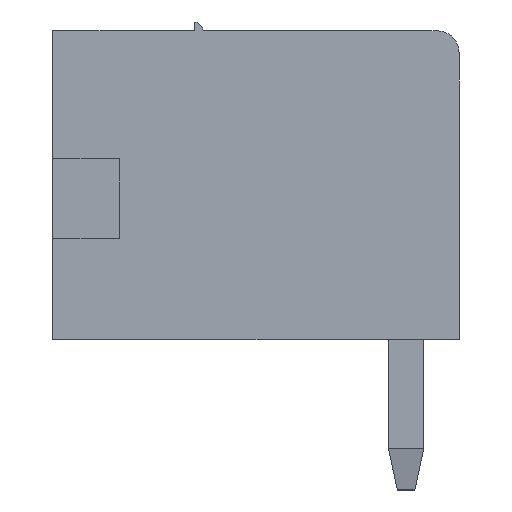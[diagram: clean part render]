
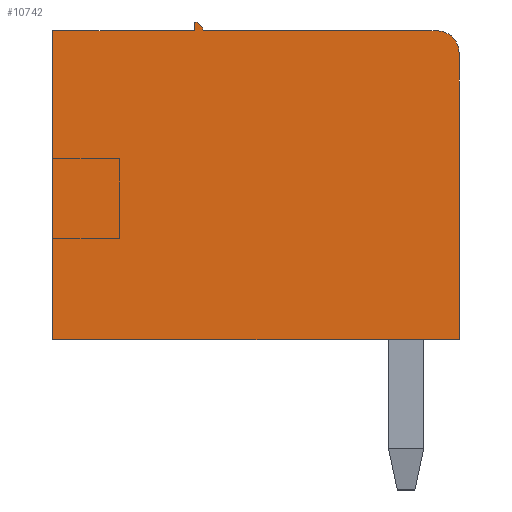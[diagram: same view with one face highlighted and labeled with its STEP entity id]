
A CAD part, left-side view. The second image highlights one B-rep face of the part: STEP entity #10742.
In plain terms, the highlighted planar face has unit normal (-1, 0, 0).
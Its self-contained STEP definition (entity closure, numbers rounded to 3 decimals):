
#97 = VECTOR ( 'NONE', #24313, 1000. ) ;
#1348 = CARTESIAN_POINT ( 'NONE',  ( 0., 9.2, 7. ) ) ;
#1825 = CARTESIAN_POINT ( 'NONE',  ( 0., 9.2, 7. ) ) ;
#2048 = CIRCLE ( 'NONE', #30445, 0.2 ) ;
#2187 = DIRECTION ( 'NONE',  ( -1., 0., 0. ) ) ;
#2288 = VERTEX_POINT ( 'NONE', #36742 ) ;
#2520 = ORIENTED_EDGE ( 'NONE', *, *, #28357, .F. ) ;
#3046 = EDGE_CURVE ( 'NONE', #19983, #20964, #6410, .T. ) ;
#3381 = CARTESIAN_POINT ( 'NONE',  ( 0., 9.2, 7. ) ) ;
#4309 = VECTOR ( 'NONE', #5364, 1000. ) ;
#4865 = EDGE_CURVE ( 'NONE', #32825, #19983, #40310, .T. ) ;
#5364 = DIRECTION ( 'NONE',  ( 0., 0., -1. ) ) ;
#5703 = CARTESIAN_POINT ( 'NONE',  ( 0., 9.2, 7. ) ) ;
#5882 = DIRECTION ( 'NONE',  ( 0., 0., -1. ) ) ;
#6410 = CIRCLE ( 'NONE', #44917, 0.5 ) ;
#6572 = CARTESIAN_POINT ( 'NONE',  ( 0., 0.5, 6.5 ) ) ;
#7468 = VERTEX_POINT ( 'NONE', #9381 ) ;
#7941 = LINE ( 'NONE', #1348, #19379 ) ;
#9293 = PLANE ( 'NONE',  #36347 ) ;
#9381 = CARTESIAN_POINT ( 'NONE',  ( 0., 5.8, 7. ) ) ;
#9833 = VERTEX_POINT ( 'NONE', #10858 ) ;
#9878 = CARTESIAN_POINT ( 'NONE',  ( 0., 0.5, 7. ) ) ;
#10028 = CARTESIAN_POINT ( 'NONE',  ( 0., 0., 0. ) ) ;
#10154 = EDGE_CURVE ( 'NONE', #7468, #40639, #2048, .T. ) ;
#10742 = ADVANCED_FACE ( 'NONE', ( #26551 ), #9293, .F. ) ;
#10858 = CARTESIAN_POINT ( 'NONE',  ( 0., 9.2, 0. ) ) ;
#11558 = EDGE_CURVE ( 'NONE', #40639, #2288, #36577, .T. ) ;
#15684 = DIRECTION ( 'NONE',  ( 0., 0., 1. ) ) ;
#16076 = DIRECTION ( 'NONE',  ( 0., 0., 1. ) ) ;
#16338 = EDGE_CURVE ( 'NONE', #9833, #32825, #41897, .T. ) ;
#18842 = VECTOR ( 'NONE', #38223, 1000. ) ;
#19379 = VECTOR ( 'NONE', #39177, 1000. ) ;
#19983 = VERTEX_POINT ( 'NONE', #41283 ) ;
#20050 = ORIENTED_EDGE ( 'NONE', *, *, #11558, .T. ) ;
#20452 = DIRECTION ( 'NONE',  ( -1., 0., 0. ) ) ;
#20964 = VERTEX_POINT ( 'NONE', #9878 ) ;
#21579 = VERTEX_POINT ( 'NONE', #3381 ) ;
#22524 = ORIENTED_EDGE ( 'NONE', *, *, #40388, .F. ) ;
#24313 = DIRECTION ( 'NONE',  ( 0., 0., 1. ) ) ;
#26551 = FACE_OUTER_BOUND ( 'NONE', #39236, .T. ) ;
#27718 = CARTESIAN_POINT ( 'NONE',  ( 0., 9.2, 0. ) ) ;
#27944 = ORIENTED_EDGE ( 'NONE', *, *, #10154, .T. ) ;
#28196 = ORIENTED_EDGE ( 'NONE', *, *, #4865, .T. ) ;
#28357 = EDGE_CURVE ( 'NONE', #7468, #20964, #7941, .T. ) ;
#29482 = CARTESIAN_POINT ( 'NONE',  ( 0., 6., 7. ) ) ;
#30250 = DIRECTION ( 'NONE',  ( 1., 0., 0. ) ) ;
#30445 = AXIS2_PLACEMENT_3D ( 'NONE', #40943, #2187, #16076 ) ;
#30516 = ORIENTED_EDGE ( 'NONE', *, *, #3046, .T. ) ;
#30544 = VECTOR ( 'NONE', #43959, 1000. ) ;
#32825 = VERTEX_POINT ( 'NONE', #10028 ) ;
#33026 = LINE ( 'NONE', #1825, #43609 ) ;
#34339 = DIRECTION ( 'NONE',  ( 0., 0., -1. ) ) ;
#34617 = CARTESIAN_POINT ( 'NONE',  ( 0., 0., 7. ) ) ;
#36347 = AXIS2_PLACEMENT_3D ( 'NONE', #37085, #30250, #5882 ) ;
#36577 = LINE ( 'NONE', #29482, #4309 ) ;
#36742 = CARTESIAN_POINT ( 'NONE',  ( 0., 6., 7. ) ) ;
#36914 = LINE ( 'NONE', #5703, #30544 ) ;
#37085 = CARTESIAN_POINT ( 'NONE',  ( 0., 9.2, 7. ) ) ;
#38223 = DIRECTION ( 'NONE',  ( 0., -1., 0. ) ) ;
#38275 = CARTESIAN_POINT ( 'NONE',  ( 0., 6., 7.2 ) ) ;
#39102 = ORIENTED_EDGE ( 'NONE', *, *, #40573, .F. ) ;
#39177 = DIRECTION ( 'NONE',  ( 0., -1., 0. ) ) ;
#39236 = EDGE_LOOP ( 'NONE', ( #28196, #30516, #2520, #27944, #20050, #39102, #22524, #44378 ) ) ;
#40310 = LINE ( 'NONE', #34617, #97 ) ;
#40388 = EDGE_CURVE ( 'NONE', #9833, #21579, #33026, .T. ) ;
#40573 = EDGE_CURVE ( 'NONE', #21579, #2288, #36914, .T. ) ;
#40639 = VERTEX_POINT ( 'NONE', #38275 ) ;
#40943 = CARTESIAN_POINT ( 'NONE',  ( 0., 6., 7. ) ) ;
#41283 = CARTESIAN_POINT ( 'NONE',  ( 0., 0., 6.5 ) ) ;
#41897 = LINE ( 'NONE', #27718, #18842 ) ;
#43609 = VECTOR ( 'NONE', #15684, 1000. ) ;
#43959 = DIRECTION ( 'NONE',  ( 0., -1., 0. ) ) ;
#44378 = ORIENTED_EDGE ( 'NONE', *, *, #16338, .T. ) ;
#44917 = AXIS2_PLACEMENT_3D ( 'NONE', #6572, #20452, #34339 ) ;
